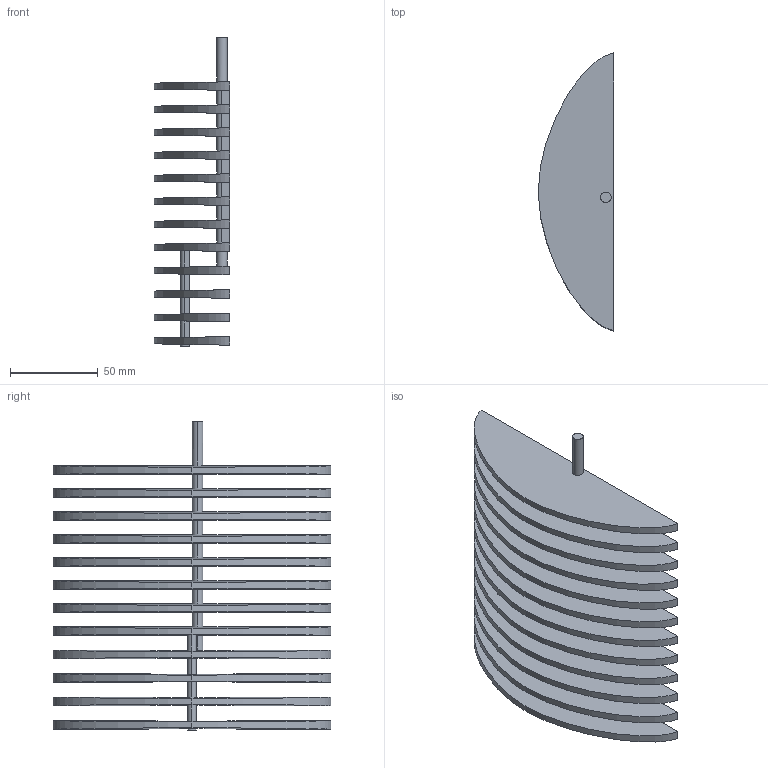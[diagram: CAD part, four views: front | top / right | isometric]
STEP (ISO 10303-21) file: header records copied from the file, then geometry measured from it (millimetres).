
FILE_DESCRIPTION (( 'STEP AP203' ), '1' );
FILE_NAME ('chamber1_1.STEP', '2023-06-12T05:01:46', ( '' ), ( '' ), 'SwSTEP 2.0', 'SolidWorks 2022', '' );
FILE_SCHEMA (( 'CONFIG_CONTROL_DESIGN' ));
Length unit declared in the file: millimetre
Products named in the file (2): chamber1_1; Left chamber
Assembly tree (1 placements, depth 2):
  chamber1_1
    Left chamber
Bounding box: 43 x 158.03 x 175.54 mm (x, y, z)
Volume: 239246.5 mm3; surface area: 130639 mm2
Topology: 1 solids, 1 shells, 117 faces, 339 edges, 226 vertices
Faces by surface type: plane 63, cylinder 30, bspline 24
Entity records: 6613 total; most frequent: CARTESIAN_POINT 3716, ORIENTED_EDGE 678, DIRECTION 415, EDGE_CURVE 339, VERTEX_POINT 226, VECTOR 213, LINE 213, EDGE_LOOP 119
